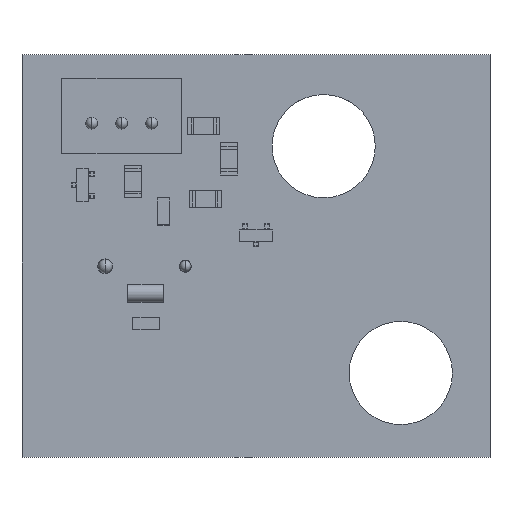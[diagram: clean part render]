
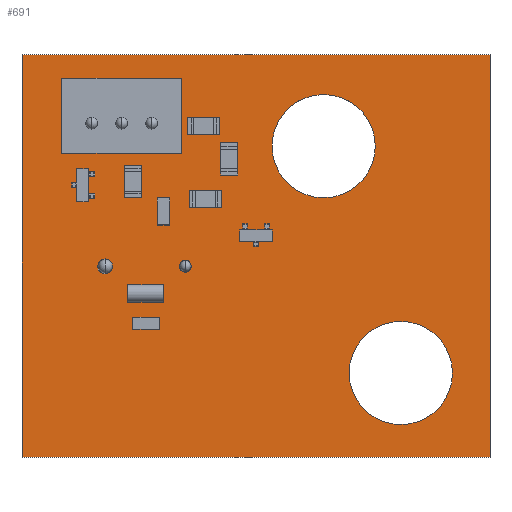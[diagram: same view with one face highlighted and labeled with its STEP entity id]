
A CAD part, top view. The second image highlights one B-rep face of the part: STEP entity #691.
In plain terms, the highlighted planar face has unit normal (0, 0, 1).
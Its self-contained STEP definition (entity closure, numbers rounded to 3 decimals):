
#79 = VERTEX_POINT('',#80);
#80 = CARTESIAN_POINT('',(39.624,34.188,0.625));
#86 = EDGE_CURVE('',#79,#87,#89,.T.);
#87 = VERTEX_POINT('',#88);
#88 = CARTESIAN_POINT('',(-0.102,34.188,0.625));
#89 = LINE('',#90,#91);
#90 = CARTESIAN_POINT('',(39.624,34.188,0.625));
#91 = VECTOR('',#92,1.);
#92 = DIRECTION('',(-1.,0.,0.));
#119 = VERTEX_POINT('',#120);
#120 = CARTESIAN_POINT('',(39.624,0.,0.625));
#126 = EDGE_CURVE('',#119,#79,#127,.T.);
#127 = LINE('',#128,#129);
#128 = CARTESIAN_POINT('',(39.624,0.,0.625));
#129 = VECTOR('',#130,1.);
#130 = DIRECTION('',(0.,1.,0.));
#148 = EDGE_CURVE('',#87,#149,#151,.T.);
#149 = VERTEX_POINT('',#150);
#150 = CARTESIAN_POINT('',(-0.102,0.,0.625));
#151 = LINE('',#152,#153);
#152 = CARTESIAN_POINT('',(-0.102,34.188,0.625));
#153 = VECTOR('',#154,1.);
#154 = DIRECTION('',(0.,-1.,0.));
#179 = EDGE_CURVE('',#149,#119,#180,.T.);
#180 = LINE('',#181,#182);
#181 = CARTESIAN_POINT('',(-0.102,0.,0.625));
#182 = VECTOR('',#183,1.);
#183 = DIRECTION('',(1.,0.,0.));
#212 = VERTEX_POINT('',#213);
#213 = CARTESIAN_POINT('',(36.436,7.163,0.625));
#219 = EDGE_CURVE('',#220,#212,#222,.T.);
#220 = VERTEX_POINT('',#221);
#221 = CARTESIAN_POINT('',(27.673,7.163,0.625));
#222 = CIRCLE('',#223,4.382);
#223 = AXIS2_PLACEMENT_3D('',#224,#225,#226);
#224 = CARTESIAN_POINT('',(32.055,7.163,0.625));
#225 = DIRECTION('',(0.,0.,1.));
#226 = DIRECTION('',(1.,0.,0.));
#241 = EDGE_CURVE('',#212,#220,#242,.T.);
#242 = CIRCLE('',#243,4.382);
#243 = AXIS2_PLACEMENT_3D('',#244,#245,#246);
#244 = CARTESIAN_POINT('',(32.055,7.163,0.625));
#245 = DIRECTION('',(0.,0.,1.));
#246 = DIRECTION('',(1.,0.,0.));
#277 = VERTEX_POINT('',#278);
#278 = CARTESIAN_POINT('',(29.883,26.416,0.625));
#284 = EDGE_CURVE('',#285,#277,#287,.T.);
#285 = VERTEX_POINT('',#286);
#286 = CARTESIAN_POINT('',(21.12,26.416,0.625));
#287 = CIRCLE('',#288,4.382);
#288 = AXIS2_PLACEMENT_3D('',#289,#290,#291);
#289 = CARTESIAN_POINT('',(25.502,26.416,0.625));
#290 = DIRECTION('',(0.,0.,1.));
#291 = DIRECTION('',(1.,0.,0.));
#306 = EDGE_CURVE('',#277,#285,#307,.T.);
#307 = CIRCLE('',#308,4.382);
#308 = AXIS2_PLACEMENT_3D('',#309,#310,#311);
#309 = CARTESIAN_POINT('',(25.502,26.416,0.625));
#310 = DIRECTION('',(0.,0.,1.));
#311 = DIRECTION('',(1.,0.,0.));
#342 = VERTEX_POINT('',#343);
#343 = CARTESIAN_POINT('',(11.405,28.346,0.625));
#349 = EDGE_CURVE('',#350,#342,#352,.T.);
#350 = VERTEX_POINT('',#351);
#351 = CARTESIAN_POINT('',(10.389,28.346,0.625));
#352 = CIRCLE('',#353,0.508);
#353 = AXIS2_PLACEMENT_3D('',#354,#355,#356);
#354 = CARTESIAN_POINT('',(10.897,28.346,0.625));
#355 = DIRECTION('',(0.,0.,1.));
#356 = DIRECTION('',(1.,0.,0.));
#371 = EDGE_CURVE('',#342,#350,#372,.T.);
#372 = CIRCLE('',#373,0.508);
#373 = AXIS2_PLACEMENT_3D('',#374,#375,#376);
#374 = CARTESIAN_POINT('',(10.897,28.346,0.625));
#375 = DIRECTION('',(0.,0.,1.));
#376 = DIRECTION('',(1.,0.,0.));
#407 = VERTEX_POINT('',#408);
#408 = CARTESIAN_POINT('',(14.268,16.231,0.625));
#414 = EDGE_CURVE('',#415,#407,#417,.T.);
#415 = VERTEX_POINT('',#416);
#416 = CARTESIAN_POINT('',(13.252,16.231,0.625));
#417 = CIRCLE('',#418,0.508);
#418 = AXIS2_PLACEMENT_3D('',#419,#420,#421);
#419 = CARTESIAN_POINT('',(13.76,16.231,0.625));
#420 = DIRECTION('',(0.,0.,1.));
#421 = DIRECTION('',(1.,0.,0.));
#436 = EDGE_CURVE('',#407,#415,#437,.T.);
#437 = CIRCLE('',#438,0.508);
#438 = AXIS2_PLACEMENT_3D('',#439,#440,#441);
#439 = CARTESIAN_POINT('',(13.76,16.231,0.625));
#440 = DIRECTION('',(0.,0.,1.));
#441 = DIRECTION('',(1.,0.,0.));
#472 = VERTEX_POINT('',#473);
#473 = CARTESIAN_POINT('',(6.325,28.346,0.625));
#479 = EDGE_CURVE('',#480,#472,#482,.T.);
#480 = VERTEX_POINT('',#481);
#481 = CARTESIAN_POINT('',(5.309,28.346,0.625));
#482 = CIRCLE('',#483,0.508);
#483 = AXIS2_PLACEMENT_3D('',#484,#485,#486);
#484 = CARTESIAN_POINT('',(5.817,28.346,0.625));
#485 = DIRECTION('',(0.,0.,1.));
#486 = DIRECTION('',(1.,0.,0.));
#501 = EDGE_CURVE('',#472,#480,#502,.T.);
#502 = CIRCLE('',#503,0.508);
#503 = AXIS2_PLACEMENT_3D('',#504,#505,#506);
#504 = CARTESIAN_POINT('',(5.817,28.346,0.625));
#505 = DIRECTION('',(0.,0.,1.));
#506 = DIRECTION('',(1.,0.,0.));
#537 = VERTEX_POINT('',#538);
#538 = CARTESIAN_POINT('',(8.865,28.346,0.625));
#544 = EDGE_CURVE('',#545,#537,#547,.T.);
#545 = VERTEX_POINT('',#546);
#546 = CARTESIAN_POINT('',(7.849,28.346,0.625));
#547 = CIRCLE('',#548,0.508);
#548 = AXIS2_PLACEMENT_3D('',#549,#550,#551);
#549 = CARTESIAN_POINT('',(8.357,28.346,0.625));
#550 = DIRECTION('',(0.,0.,1.));
#551 = DIRECTION('',(1.,0.,0.));
#566 = EDGE_CURVE('',#537,#545,#567,.T.);
#567 = CIRCLE('',#568,0.508);
#568 = AXIS2_PLACEMENT_3D('',#569,#570,#571);
#569 = CARTESIAN_POINT('',(8.357,28.346,0.625));
#570 = DIRECTION('',(0.,0.,1.));
#571 = DIRECTION('',(1.,0.,0.));
#602 = VERTEX_POINT('',#603);
#603 = CARTESIAN_POINT('',(7.595,16.211,0.625));
#609 = EDGE_CURVE('',#610,#602,#612,.T.);
#610 = VERTEX_POINT('',#611);
#611 = CARTESIAN_POINT('',(6.325,16.211,0.625));
#612 = CIRCLE('',#613,0.635);
#613 = AXIS2_PLACEMENT_3D('',#614,#615,#616);
#614 = CARTESIAN_POINT('',(6.96,16.211,0.625));
#615 = DIRECTION('',(0.,0.,1.));
#616 = DIRECTION('',(1.,0.,0.));
#631 = EDGE_CURVE('',#602,#610,#632,.T.);
#632 = CIRCLE('',#633,0.635);
#633 = AXIS2_PLACEMENT_3D('',#634,#635,#636);
#634 = CARTESIAN_POINT('',(6.96,16.211,0.625));
#635 = DIRECTION('',(0.,0.,1.));
#636 = DIRECTION('',(1.,0.,0.));
#691 = ADVANCED_FACE('',(#692,#698,#702,#706,#710,#714,#718,#722),#726,
  .F.);
#692 = FACE_BOUND('',#693,.F.);
#693 = EDGE_LOOP('',(#694,#695,#696,#697));
#694 = ORIENTED_EDGE('',*,*,#86,.F.);
#695 = ORIENTED_EDGE('',*,*,#126,.F.);
#696 = ORIENTED_EDGE('',*,*,#179,.F.);
#697 = ORIENTED_EDGE('',*,*,#148,.F.);
#698 = FACE_BOUND('',#699,.F.);
#699 = EDGE_LOOP('',(#700,#701));
#700 = ORIENTED_EDGE('',*,*,#241,.T.);
#701 = ORIENTED_EDGE('',*,*,#219,.T.);
#702 = FACE_BOUND('',#703,.F.);
#703 = EDGE_LOOP('',(#704,#705));
#704 = ORIENTED_EDGE('',*,*,#306,.T.);
#705 = ORIENTED_EDGE('',*,*,#284,.T.);
#706 = FACE_BOUND('',#707,.F.);
#707 = EDGE_LOOP('',(#708,#709));
#708 = ORIENTED_EDGE('',*,*,#371,.T.);
#709 = ORIENTED_EDGE('',*,*,#349,.T.);
#710 = FACE_BOUND('',#711,.F.);
#711 = EDGE_LOOP('',(#712,#713));
#712 = ORIENTED_EDGE('',*,*,#436,.T.);
#713 = ORIENTED_EDGE('',*,*,#414,.T.);
#714 = FACE_BOUND('',#715,.F.);
#715 = EDGE_LOOP('',(#716,#717));
#716 = ORIENTED_EDGE('',*,*,#501,.T.);
#717 = ORIENTED_EDGE('',*,*,#479,.T.);
#718 = FACE_BOUND('',#719,.F.);
#719 = EDGE_LOOP('',(#720,#721));
#720 = ORIENTED_EDGE('',*,*,#566,.T.);
#721 = ORIENTED_EDGE('',*,*,#544,.T.);
#722 = FACE_BOUND('',#723,.F.);
#723 = EDGE_LOOP('',(#724,#725));
#724 = ORIENTED_EDGE('',*,*,#631,.T.);
#725 = ORIENTED_EDGE('',*,*,#609,.T.);
#726 = PLANE('',#727);
#727 = AXIS2_PLACEMENT_3D('',#728,#729,#730);
#728 = CARTESIAN_POINT('',(39.624,34.188,0.625));
#729 = DIRECTION('',(0.,0.,-1.));
#730 = DIRECTION('',(-1.,0.,0.));
